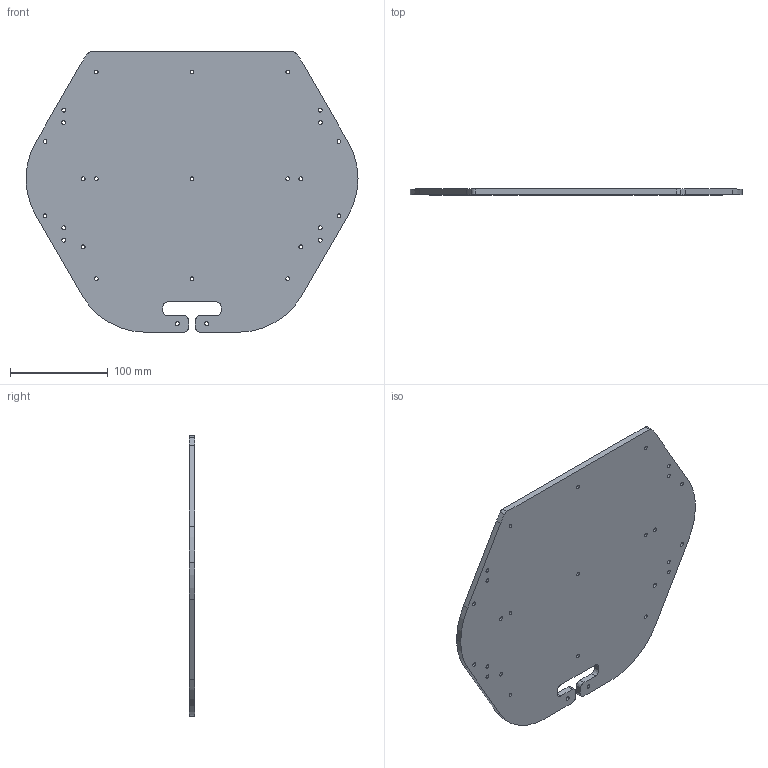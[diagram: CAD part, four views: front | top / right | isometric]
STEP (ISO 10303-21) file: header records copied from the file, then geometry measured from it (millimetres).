
FILE_DESCRIPTION((''),'2;1');
FILE_NAME('DISK_02_HEX','2012-10-04T',('username'),(''),'PRO/ENGINEER BY PARAMETRIC TECHNOLOGY CORPORATION, 2012060','PRO/ENGINEER BY PARAMETRIC TECHNOLOGY CORPORATION, 2012060','');
FILE_SCHEMA(('CONFIG_CONTROL_DESIGN'));
Length unit declared in the file: millimetre
Products named in the file (1): DISK_02_HEX
Bounding box: 340 x 6 x 287.27 mm (x, y, z)
Surface area: 164644.6 mm2 (no closed solid volume)
Topology: 0 solids, 0 shells, 88 faces, 516 edges, 516 vertices
Faces by surface type: bspline 88
Entity records: 9733 total; most frequent: CARTESIAN_POINT 5014, DIRECTION 774, TRIMMED_CURVE 630, DEFINITIONAL_REPRESENTATION 516, PCURVE 516, COMPOSITE_CURVE_SEGMENT 516, VECTOR 486, LINE 486
